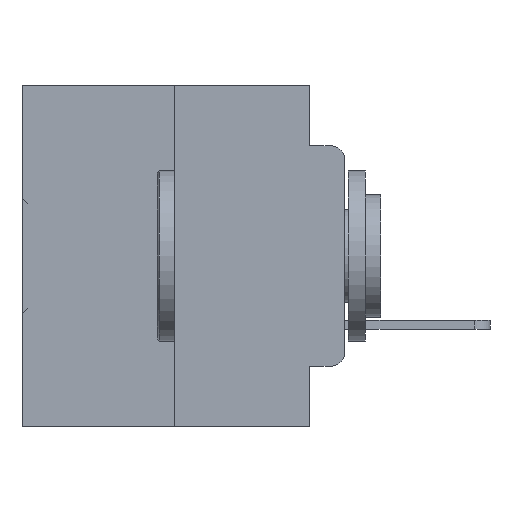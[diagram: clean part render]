
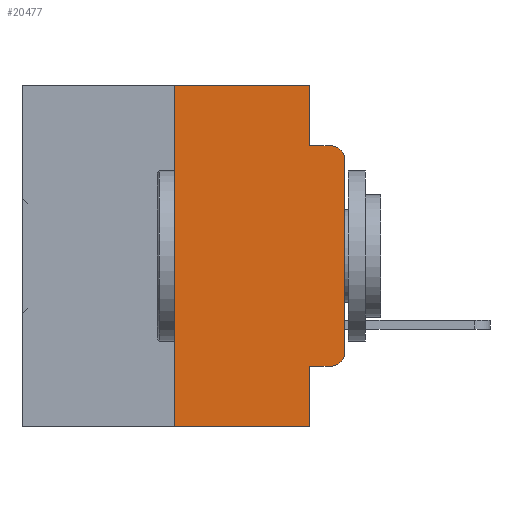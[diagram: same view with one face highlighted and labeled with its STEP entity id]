
A CAD part, left-side view. The second image highlights one B-rep face of the part: STEP entity #20477.
In plain terms, the highlighted planar face has unit normal (-1, 0, 0).
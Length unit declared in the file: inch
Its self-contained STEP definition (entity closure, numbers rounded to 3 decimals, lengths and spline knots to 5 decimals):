
#682 = PLANE ( 'NONE',  #2033 ) ;
#684 = DIRECTION ( 'NONE',  ( -1., 0., 0. ) ) ;
#1017 = CARTESIAN_POINT ( 'NONE',  ( 0., 0.051, -0.5 ) ) ;
#1945 = ORIENTED_EDGE ( 'NONE', *, *, #14557, .F. ) ;
#2033 = AXIS2_PLACEMENT_3D ( 'NONE', #33558, #9637, #3628 ) ;
#2489 = DIRECTION ( 'NONE',  ( 0., -1., 0. ) ) ;
#2715 = VECTOR ( 'NONE', #3525, 39.37008 ) ;
#3242 = ORIENTED_EDGE ( 'NONE', *, *, #27193, .T. ) ;
#3444 = CARTESIAN_POINT ( 'NONE',  ( 0., 0.473, -0.5 ) ) ;
#3525 = DIRECTION ( 'NONE',  ( 0., -1., 0. ) ) ;
#3548 = EDGE_CURVE ( 'NONE', #27176, #17177, #32783, .T. ) ;
#3628 = DIRECTION ( 'NONE',  ( 0., 0., -1. ) ) ;
#3656 = ORIENTED_EDGE ( 'NONE', *, *, #23711, .T. ) ;
#3990 = ORIENTED_EDGE ( 'NONE', *, *, #10613, .T. ) ;
#5492 = LINE ( 'NONE', #32651, #33444 ) ;
#5811 = ORIENTED_EDGE ( 'NONE', *, *, #19998, .F. ) ;
#5852 = CARTESIAN_POINT ( 'NONE',  ( 0., 0.473, 0. ) ) ;
#5877 = ORIENTED_EDGE ( 'NONE', *, *, #18197, .F. ) ;
#5891 = DIRECTION ( 'NONE',  ( 0., -1., 0. ) ) ;
#6182 = CIRCLE ( 'NONE', #35360, 0.02 ) ;
#6243 = CARTESIAN_POINT ( 'NONE',  ( 0., 0., -0.3915 ) ) ;
#6531 = VERTEX_POINT ( 'NONE', #10158 ) ;
#6650 = EDGE_CURVE ( 'NONE', #8925, #22930, #30866, .T. ) ;
#6757 = LINE ( 'NONE', #15604, #35242 ) ;
#8044 = VERTEX_POINT ( 'NONE', #15986 ) ;
#8208 = CARTESIAN_POINT ( 'NONE',  ( 0., 0.25, 0. ) ) ;
#8826 = ORIENTED_EDGE ( 'NONE', *, *, #6650, .F. ) ;
#8925 = VERTEX_POINT ( 'NONE', #21417 ) ;
#9122 = EDGE_LOOP ( 'NONE', ( #3242, #3656, #5811, #5877, #8826, #9451, #10434, #1945, #26077, #3990 ) ) ;
#9451 = ORIENTED_EDGE ( 'NONE', *, *, #16369, .F. ) ;
#9637 = DIRECTION ( 'NONE',  ( 1., 0., 0. ) ) ;
#9937 = LINE ( 'NONE', #14376, #15763 ) ;
#10158 = CARTESIAN_POINT ( 'NONE',  ( 0., 0.02, -0.0885 ) ) ;
#10434 = ORIENTED_EDGE ( 'NONE', *, *, #3548, .T. ) ;
#10613 = EDGE_CURVE ( 'NONE', #8044, #25404, #6182, .T. ) ;
#11919 = LINE ( 'NONE', #33794, #32957 ) ;
#12616 = EDGE_CURVE ( 'NONE', #19875, #8044, #5492, .T. ) ;
#13471 = VECTOR ( 'NONE', #27549, 39.37008 ) ;
#14376 = CARTESIAN_POINT ( 'NONE',  ( 0., 0.051, 0. ) ) ;
#14557 = EDGE_CURVE ( 'NONE', #19875, #17177, #9937, .T. ) ;
#15040 = DIRECTION ( 'NONE',  ( -1., 0., 0. ) ) ;
#15604 = CARTESIAN_POINT ( 'NONE',  ( 0., 0.051, 0. ) ) ;
#15684 = DIRECTION ( 'NONE',  ( 0., -1., 0. ) ) ;
#15763 = VECTOR ( 'NONE', #22635, 39.37008 ) ;
#15986 = CARTESIAN_POINT ( 'NONE',  ( 0., 0.02, -0.4115 ) ) ;
#16369 = EDGE_CURVE ( 'NONE', #27176, #8925, #27810, .T. ) ;
#17177 = VERTEX_POINT ( 'NONE', #1017 ) ;
#17840 = VECTOR ( 'NONE', #21158, 39.37008 ) ;
#18089 = CARTESIAN_POINT ( 'NONE',  ( 0., 0.051, 0. ) ) ;
#18183 = CARTESIAN_POINT ( 'NONE',  ( 0., 0.02, -0.1085 ) ) ;
#18197 = EDGE_CURVE ( 'NONE', #22930, #26877, #6757, .T. ) ;
#18387 = DIRECTION ( 'NONE',  ( 0., 0., -1. ) ) ;
#18438 = CARTESIAN_POINT ( 'NONE',  ( 0., 0., 0. ) ) ;
#19875 = VERTEX_POINT ( 'NONE', #23150 ) ;
#19998 = EDGE_CURVE ( 'NONE', #26877, #6531, #11919, .T. ) ;
#20430 = CARTESIAN_POINT ( 'NONE',  ( 0., 0., -0.1085 ) ) ;
#20477 = ADVANCED_FACE ( 'NONE', ( #22309 ), #682, .F. ) ;
#20534 = AXIS2_PLACEMENT_3D ( 'NONE', #18183, #684, #20901 ) ;
#20901 = DIRECTION ( 'NONE',  ( 0., 0., -1. ) ) ;
#21158 = DIRECTION ( 'NONE',  ( 0., 0., 1. ) ) ;
#21417 = CARTESIAN_POINT ( 'NONE',  ( 0., 0.25, 0. ) ) ;
#22309 = FACE_OUTER_BOUND ( 'NONE', #9122, .T. ) ;
#22515 = VECTOR ( 'NONE', #5891, 39.37008 ) ;
#22635 = DIRECTION ( 'NONE',  ( 0., 0., -1. ) ) ;
#22930 = VERTEX_POINT ( 'NONE', #18089 ) ;
#23150 = CARTESIAN_POINT ( 'NONE',  ( 0., 0.051, -0.4115 ) ) ;
#23711 = EDGE_CURVE ( 'NONE', #26942, #6531, #31645, .T. ) ;
#23818 = CARTESIAN_POINT ( 'NONE',  ( 0., 0.25, -0.5 ) ) ;
#25085 = LINE ( 'NONE', #18438, #17840 ) ;
#25404 = VERTEX_POINT ( 'NONE', #6243 ) ;
#26077 = ORIENTED_EDGE ( 'NONE', *, *, #12616, .T. ) ;
#26877 = VERTEX_POINT ( 'NONE', #28127 ) ;
#26942 = VERTEX_POINT ( 'NONE', #20430 ) ;
#27176 = VERTEX_POINT ( 'NONE', #23818 ) ;
#27193 = EDGE_CURVE ( 'NONE', #25404, #26942, #25085, .T. ) ;
#27549 = DIRECTION ( 'NONE',  ( 0., 0., 1. ) ) ;
#27810 = LINE ( 'NONE', #8208, #13471 ) ;
#28127 = CARTESIAN_POINT ( 'NONE',  ( 0., 0.051, -0.0885 ) ) ;
#30801 = CARTESIAN_POINT ( 'NONE',  ( 0., 0.02, -0.3915 ) ) ;
#30866 = LINE ( 'NONE', #5852, #22515 ) ;
#31645 = CIRCLE ( 'NONE', #20534, 0.02 ) ;
#32651 = CARTESIAN_POINT ( 'NONE',  ( 0., 0.051, -0.4115 ) ) ;
#32783 = LINE ( 'NONE', #3444, #2715 ) ;
#32957 = VECTOR ( 'NONE', #15684, 39.37008 ) ;
#33193 = DIRECTION ( 'NONE',  ( 0., 0., -1. ) ) ;
#33444 = VECTOR ( 'NONE', #2489, 39.37008 ) ;
#33558 = CARTESIAN_POINT ( 'NONE',  ( 0., 0.473, 0. ) ) ;
#33794 = CARTESIAN_POINT ( 'NONE',  ( 0., 0.051, -0.0885 ) ) ;
#35242 = VECTOR ( 'NONE', #18387, 39.37008 ) ;
#35360 = AXIS2_PLACEMENT_3D ( 'NONE', #30801, #15040, #33193 ) ;
